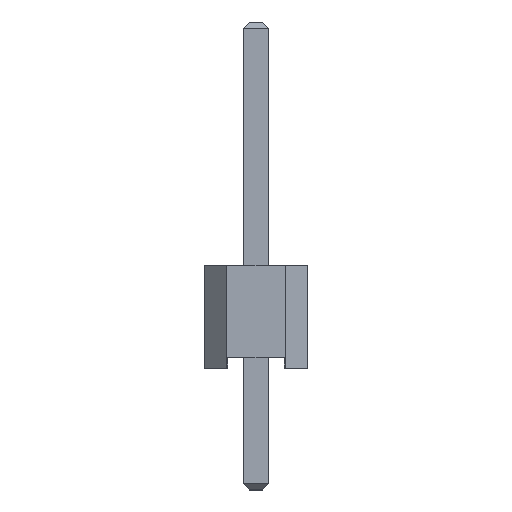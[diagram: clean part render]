
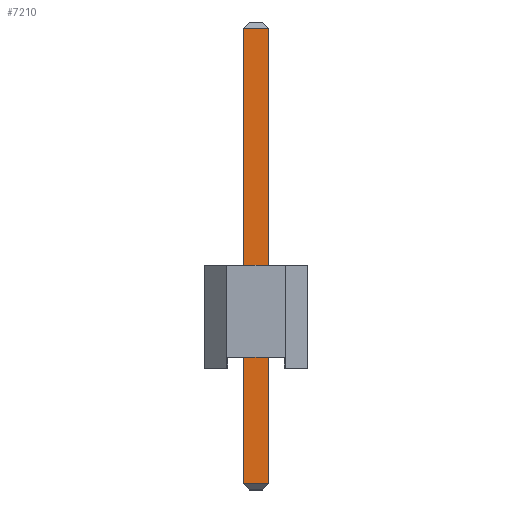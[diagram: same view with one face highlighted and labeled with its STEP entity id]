
A CAD part, left-side view. The second image highlights one B-rep face of the part: STEP entity #7210.
In plain terms, the highlighted planar face has unit normal (-1, 0, 0).
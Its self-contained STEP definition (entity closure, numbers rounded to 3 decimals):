
#106=FACE_OUTER_BOUND('',#554,.T.);
#554=EDGE_LOOP('',(#4805,#4806,#4807,#4808));
#1013=LINE('',#10133,#2037);
#1027=LINE('',#10159,#2051);
#1038=LINE('',#10182,#2062);
#1040=LINE('',#10185,#2064);
#2037=VECTOR('',#8198,10.);
#2051=VECTOR('',#8220,10.);
#2062=VECTOR('',#8243,10.);
#2064=VECTOR('',#8247,10.);
#3049=VERTEX_POINT('',#10131);
#3050=VERTEX_POINT('',#10132);
#3058=VERTEX_POINT('',#10157);
#3062=VERTEX_POINT('',#10170);
#3701=EDGE_CURVE('',#3049,#3050,#1013,.T.);
#3715=EDGE_CURVE('',#3049,#3058,#1027,.T.);
#3726=EDGE_CURVE('',#3062,#3058,#1038,.T.);
#3728=EDGE_CURVE('',#3050,#3062,#1040,.T.);
#4805=ORIENTED_EDGE('',*,*,#3701,.F.);
#4806=ORIENTED_EDGE('',*,*,#3715,.T.);
#4807=ORIENTED_EDGE('',*,*,#3726,.F.);
#4808=ORIENTED_EDGE('',*,*,#3728,.F.);
#6762=PLANE('',#7704);
#7210=ADVANCED_FACE('',(#106),#6762,.T.);
#7704=AXIS2_PLACEMENT_3D('',#10184,#8245,#8246);
#8198=DIRECTION('',(0.,1.,0.));
#8220=DIRECTION('',(0.,0.,1.));
#8243=DIRECTION('',(0.,-1.,0.));
#8245=DIRECTION('center_axis',(-1.,0.,0.));
#8246=DIRECTION('ref_axis',(0.,-1.,0.));
#8247=DIRECTION('',(0.,0.,1.));
#10131=CARTESIAN_POINT('',(-19.37,-0.32,-2.8));
#10132=CARTESIAN_POINT('',(-19.37,0.32,-2.8));
#10133=CARTESIAN_POINT('',(-19.37,0.16,-2.8));
#10157=CARTESIAN_POINT('',(-19.37,-0.32,8.44));
#10159=CARTESIAN_POINT('',(-19.37,-0.32,-2.95));
#10170=CARTESIAN_POINT('',(-19.37,0.32,8.44));
#10182=CARTESIAN_POINT('',(-19.37,0.16,8.44));
#10184=CARTESIAN_POINT('Origin',(-19.37,0.32,-2.95));
#10185=CARTESIAN_POINT('',(-19.37,0.32,-2.95));
